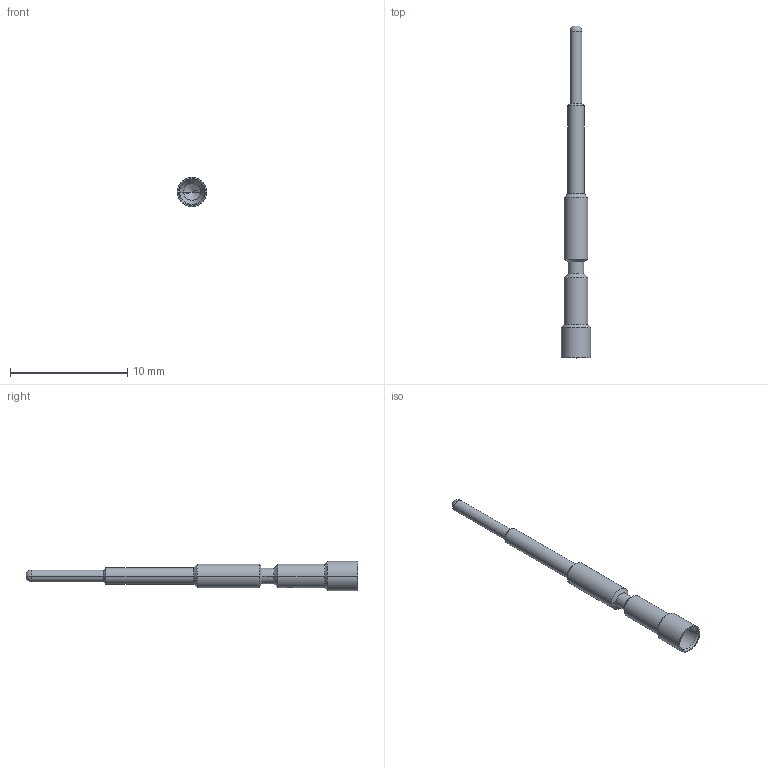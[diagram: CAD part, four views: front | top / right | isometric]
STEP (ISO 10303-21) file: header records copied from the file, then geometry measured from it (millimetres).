
FILE_DESCRIPTION((''),'2;1');
FILE_NAME('M23-MC9G-1P0L','2017-08-31T',('hq.zhang'),(''),'PRO/ENGINEER BY PARAMETRIC TECHNOLOGY CORPORATION, 2012480','PRO/ENGINEER BY PARAMETRIC TECHNOLOGY CORPORATION, 2012480','');
FILE_SCHEMA(('AUTOMOTIVE_DESIGN { 1 0 10303 214 1 1 1 1 }'));
Length unit declared in the file: millimetre
Products named in the file (1): M23-MC9G-1P0L
Bounding box: 2.5 x 28.3 x 2.5 mm (x, y, z)
Volume: 48.4 mm3; surface area: 183.8 mm2
Topology: 1 solids, 1 shells, 38 faces, 78 edges, 41 vertices
Faces by surface type: cylinder 18, cone 16, plane 2, sphere 2
Entity records: 1075 total; most frequent: CARTESIAN_POINT 201, DIRECTION 186, ORIENTED_EDGE 152, AXIS2_PLACEMENT_3D 76, EDGE_CURVE 76, VERTEX_POINT 41, EDGE_LOOP 41, FACE_OUTER_BOUND 38
